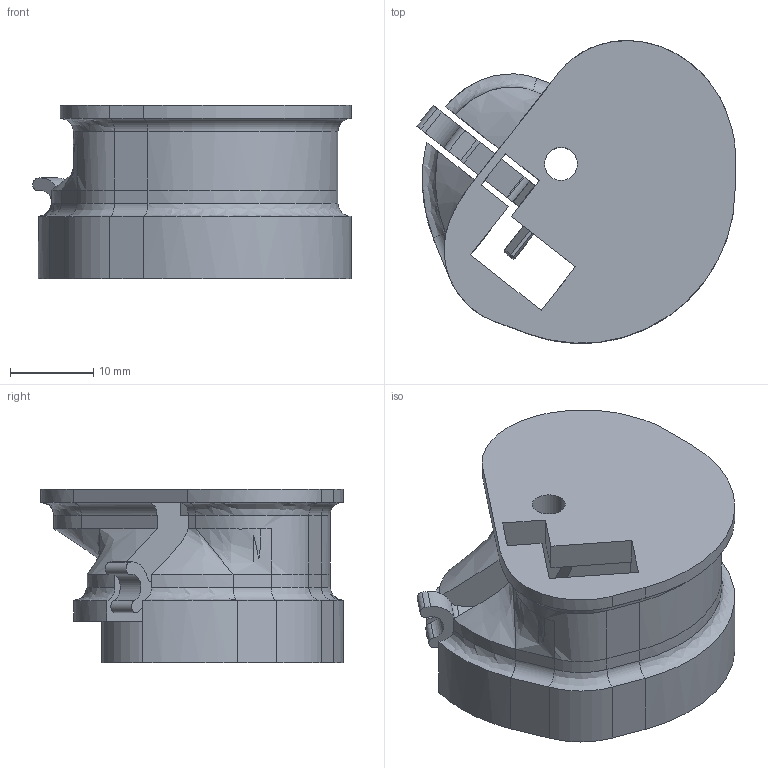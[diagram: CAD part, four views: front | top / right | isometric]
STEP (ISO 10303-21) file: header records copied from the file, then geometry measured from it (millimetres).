
FILE_DESCRIPTION (( 'STEP AP214' ), '1' );
FILE_NAME ('NewPart^asm_benchtop_device.STEP', '2024-11-07T18:56:35', ( '' ), ( '' ), 'SwSTEP 2.0', 'SolidWorks 2023', '' );
FILE_SCHEMA (( 'AUTOMOTIVE_DESIGN' ));
Length unit declared in the file: millimetre
Products named in the file (1): NewPart^asm_benchtop_device
Bounding box: 38.26 x 36.36 x 20.9 mm (x, y, z)
Volume: 12716 mm3; surface area: 6093.3 mm2
Topology: 1 solids, 1 shells, 174 faces, 486 edges, 303 vertices
Faces by surface type: cylinder 75, plane 60, bspline 25, sphere 10, torus 4
Entity records: 7377 total; most frequent: CARTESIAN_POINT 3098, ORIENTED_EDGE 948, DIRECTION 831, EDGE_CURVE 474, VERTEX_POINT 300, AXIS2_PLACEMENT_3D 288, VECTOR 255, LINE 255
